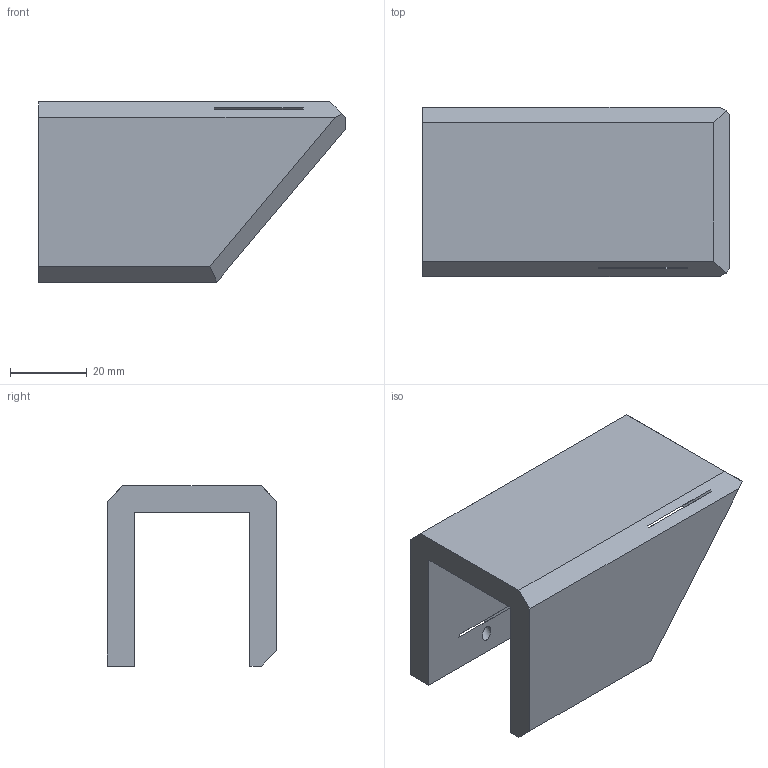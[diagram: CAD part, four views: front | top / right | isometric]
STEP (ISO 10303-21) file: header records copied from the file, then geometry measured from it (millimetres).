
FILE_DESCRIPTION(/* description */ (''),/* implementation_level */ '2;1');
FILE_NAME(/* name */ '',/* time_stamp */ '2023-08-24T18:06:39+03:00',/* author */ ('pavlu'),/* organization */ (''),/* preprocessor_version */ 'ST-DEVELOPER v19.2',/* originating_system */ 'Autodesk Inventor 2024',/* authorisation */ '');
FILE_SCHEMA (('AUTOMOTIVE_DESIGN { 1 0 10303 214 3 1 1 }'));
Length unit declared in the file: millimetre
Products named in the file (2): Оснастка ножа; Нож
Assembly tree (1 placements, depth 2):
  Оснастка ножа
    Нож
Bounding box: 80 x 44.2 x 47 mm (x, y, z)
Volume: 57066.7 mm3; surface area: 19668.5 mm2
Topology: 1 solids, 1 shells, 28 faces, 78 edges, 51 vertices
Faces by surface type: plane 26, cylinder 2
Full cylindrical faces by diameter (mm): 3 x2
Entity records: 977 total; most frequent: CARTESIAN_POINT 161, ORIENTED_EDGE 156, DIRECTION 146, EDGE_CURVE 78, LINE 74, VECTOR 74, VERTEX_POINT 51, AXIS2_PLACEMENT_3D 36
